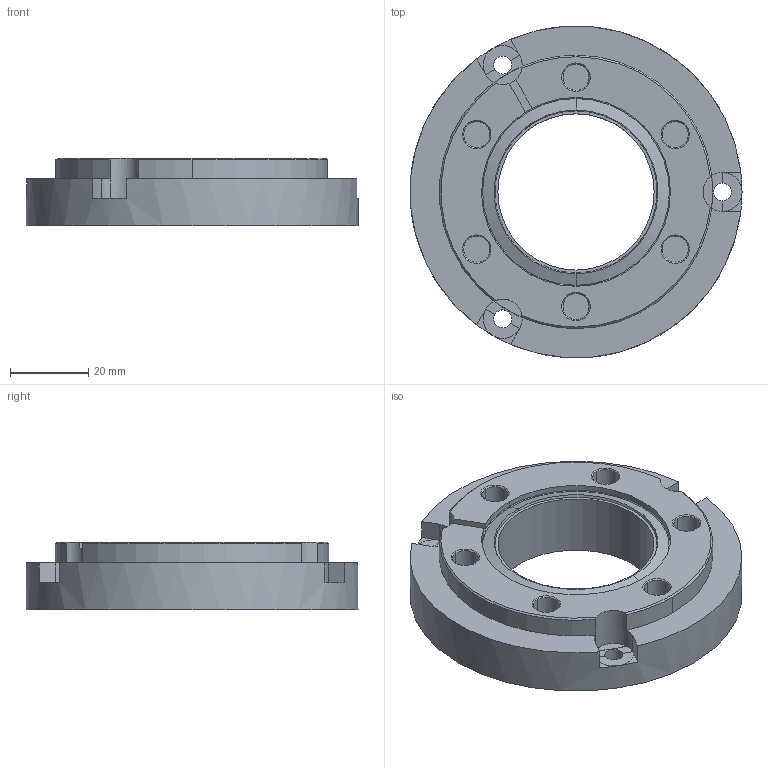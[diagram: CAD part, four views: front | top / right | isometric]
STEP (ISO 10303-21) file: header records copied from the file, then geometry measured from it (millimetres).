
FILE_DESCRIPTION(('FreeCAD Model'),'2;1');
FILE_NAME('Open CASCADE Shape Model','2023-06-20T15:58:32',('Author'),( ''),'Open CASCADE STEP processor 7.6','FreeCAD','Unknown');
FILE_SCHEMA(('AUTOMOTIVE_DESIGN { 1 0 10303 214 1 1 1 1 }'));
Length unit declared in the file: millimetre
Products named in the file (1): Cut002
Bounding box: 85 x 85 x 17.3 mm (x, y, z)
Volume: 59456.1 mm3; surface area: 18595.7 mm2
Topology: 1 solids, 1 shells, 106 faces, 244 edges, 145 vertices
Faces by surface type: cylinder 42, plane 41, cone 21, torus 2
Full cylindrical faces by diameter (mm): 4.6 x3, 40 x1, 60 x1, 67.6 x1, 85 x1
Entity records: 6804 total; most frequent: CARTESIAN_POINT 1446, DIRECTION 973, ORIENTED_EDGE 488, PCURVE 488, DEFINITIONAL_REPRESENTATION 488, LINE 415, VECTOR 415, AXIS2_PLACEMENT_3D 246
